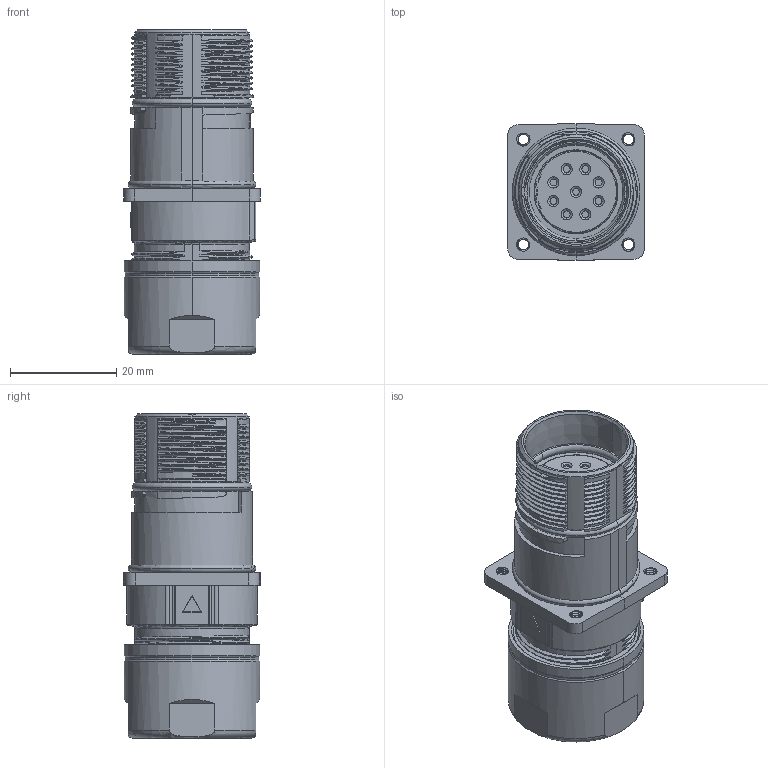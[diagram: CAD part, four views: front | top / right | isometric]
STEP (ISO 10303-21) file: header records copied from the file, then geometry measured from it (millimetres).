
FILE_DESCRIPTION(/* description */ (''),/* implementation_level */ '2;1');
FILE_NAME(/* name */ '3D_1810097002524_MR23-009-CCT_R26-D8-SH_V1.1_stp.stp',/* time_stamp */ '2024-01-02T13:46:35+08:00',/* author */ (''),/* organization */ (''),/* preprocessor_version */ 'ST-DEVELOPER v18.1',/* originating_system */ 'SIEMENS PLM Software NX 1980',/* authorisation */ '');
FILE_SCHEMA (('AUTOMOTIVE_DESIGN { 1 0 10303 214 3 1 1 1 }'));
Length unit declared in the file: millimetre
Products named in the file (1): 3D_1810097002524_MR23-009-CCT_R26-D8-SH_V1.0_stp
Bounding box: 25.7 x 25.7 x 60.95 mm (x, y, z)
Volume: 24409.1 mm3; surface area: 7544.4 mm2
Topology: 1 solids, 1 shells, 653 faces, 1789 edges, 1170 vertices
Faces by surface type: cylinder 239, cone 187, plane 152, torus 37, sphere 20, bspline 18
Full cylindrical faces by diameter (mm): 1.3 x1
Entity records: 27947 total; most frequent: CARTESIAN_POINT 12992, ORIENTED_EDGE 3572, DIRECTION 2412, EDGE_CURVE 1786, VERTEX_POINT 1169, B_SPLINE_CURVE_WITH_KNOTS 947, AXIS2_PLACEMENT_3D 937, EDGE_LOOP 695
